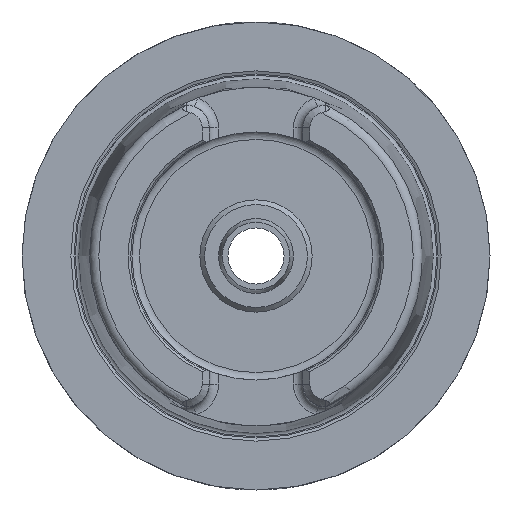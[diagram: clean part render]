
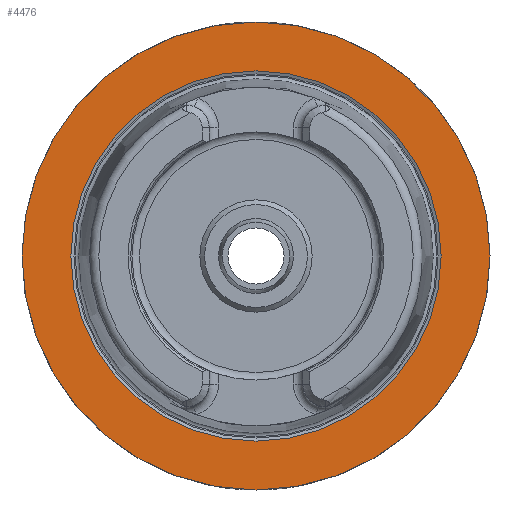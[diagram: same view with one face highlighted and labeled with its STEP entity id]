
A CAD part, left-side view. The second image highlights one B-rep face of the part: STEP entity #4476.
In plain terms, the highlighted planar face has unit normal (-1, 0, 0).
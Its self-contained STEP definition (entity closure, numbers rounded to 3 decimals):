
#1916=CARTESIAN_POINT('',(0.,50.0,0.0));
#1917=VERTEX_POINT('',#1916);
#1918=CARTESIAN_POINT('',(0.,0.,0.0));
#1919=DIRECTION('',(1.0,0.0,0.0));
#1920=DIRECTION('',(0.0,1.0,0.0));
#1921=AXIS2_PLACEMENT_3D('',#1918,#1919,#1920);
#1922=CIRCLE('',#1921,50.0);
#1923=EDGE_CURVE('',#1917,#1917,#1922,.T.);
#4450=CARTESIAN_POINT('',(0.,39.55,0.0));
#4451=VERTEX_POINT('',#4450);
#4452=CARTESIAN_POINT('',(0.,0.,0.0));
#4453=DIRECTION('',(1.0,0.0,0.0));
#4454=DIRECTION('',(0.0,1.0,0.0));
#4455=AXIS2_PLACEMENT_3D('',#4452,#4453,#4454);
#4456=CIRCLE('',#4455,39.55);
#4457=EDGE_CURVE('',#4451,#4451,#4456,.T.);
#4465=CARTESIAN_POINT('',(0.,44.775,0.0));
#4466=DIRECTION('',(-1.0,0.0,0.0));
#4467=DIRECTION('',(0.0,0.0,1.0));
#4468=AXIS2_PLACEMENT_3D('',#4465,#4466,#4467);
#4469=PLANE('',#4468);
#4470=ORIENTED_EDGE('',*,*,#1923,.F.);
#4471=EDGE_LOOP('',(#4470));
#4472=FACE_OUTER_BOUND('',#4471,.T.);
#4473=ORIENTED_EDGE('',*,*,#4457,.T.);
#4474=EDGE_LOOP('',(#4473));
#4475=FACE_BOUND('',#4474,.T.);
#4476=ADVANCED_FACE('',(#4472,#4475),#4469,.T.);
